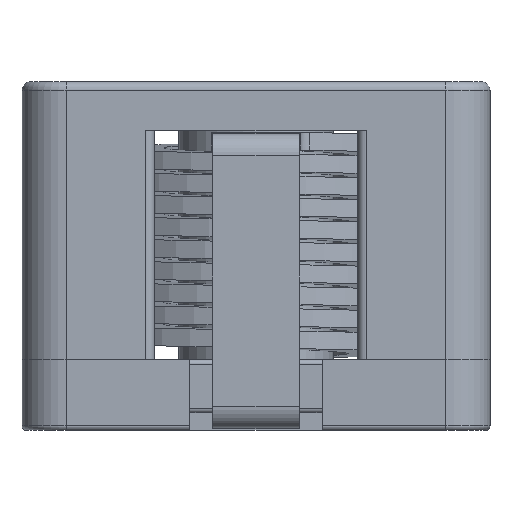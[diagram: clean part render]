
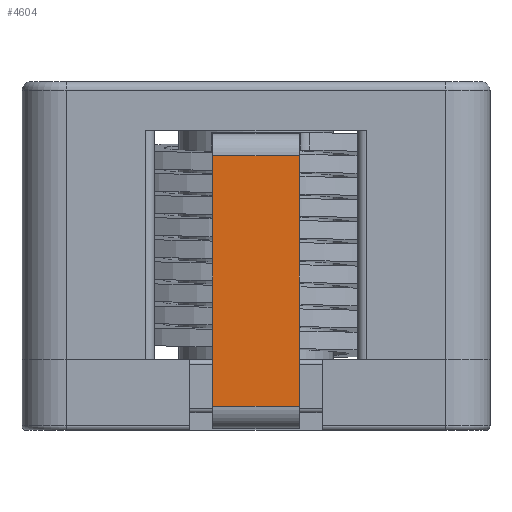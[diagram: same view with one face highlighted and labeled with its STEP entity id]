
A CAD part, left-side view. The second image highlights one B-rep face of the part: STEP entity #4604.
In plain terms, the highlighted planar face has unit normal (-1, 0, 0).
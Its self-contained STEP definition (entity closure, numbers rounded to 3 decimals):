
#472 = PLANE('',#473);
#473 = AXIS2_PLACEMENT_3D('',#474,#475,#476);
#474 = CARTESIAN_POINT('',(-2.1,0.49,3.183));
#475 = DIRECTION('',(0.,1.,0.));
#476 = DIRECTION('',(-1.,0.,0.));
#528 = PLANE('',#529);
#529 = AXIS2_PLACEMENT_3D('',#530,#531,#532);
#530 = CARTESIAN_POINT('',(-2.1,-0.49,3.363));
#531 = DIRECTION('',(0.,-1.,0.));
#532 = DIRECTION('',(0.,0.,1.));
#2237 = VERTEX_POINT('',#2238);
#2238 = CARTESIAN_POINT('',(-2.79,0.49,0.272));
#2257 = CYLINDRICAL_SURFACE('',#2258,0.252);
#2258 = AXIS2_PLACEMENT_3D('',#2259,#2260,#2261);
#2259 = CARTESIAN_POINT('',(-2.538,0.,
    0.272));
#2260 = DIRECTION('',(0.,1.,0.));
#2261 = DIRECTION('',(1.,0.,0.));
#2291 = EDGE_CURVE('',#2292,#2237,#2294,.T.);
#2292 = VERTEX_POINT('',#2293);
#2293 = CARTESIAN_POINT('',(-2.79,0.49,3.112));
#2294 = SURFACE_CURVE('',#2295,(#2299,#2306),.PCURVE_S1.);
#2295 = LINE('',#2296,#2297);
#2296 = CARTESIAN_POINT('',(-2.79,0.49,3.112));
#2297 = VECTOR('',#2298,1.);
#2298 = DIRECTION('',(0.,0.,-1.));
#2299 = PCURVE('',#472,#2300);
#2300 = DEFINITIONAL_REPRESENTATION('',(#2301),#2305);
#2301 = LINE('',#2302,#2303);
#2302 = CARTESIAN_POINT('',(0.69,-0.072));
#2303 = VECTOR('',#2304,1.);
#2304 = DIRECTION('',(0.,-1.));
#2305 = ( GEOMETRIC_REPRESENTATION_CONTEXT(2) 
PARAMETRIC_REPRESENTATION_CONTEXT() REPRESENTATION_CONTEXT('2D SPACE',''
  ) );
#2306 = PCURVE('',#2307,#2312);
#2307 = PLANE('',#2308);
#2308 = AXIS2_PLACEMENT_3D('',#2309,#2310,#2311);
#2309 = CARTESIAN_POINT('',(-2.79,0.49,3.112));
#2310 = DIRECTION('',(-1.,0.,0.));
#2311 = DIRECTION('',(0.,0.,1.));
#2312 = DEFINITIONAL_REPRESENTATION('',(#2313),#2317);
#2313 = LINE('',#2314,#2315);
#2314 = CARTESIAN_POINT('',(0.,0.));
#2315 = VECTOR('',#2316,1.);
#2316 = DIRECTION('',(-1.,0.));
#2317 = ( GEOMETRIC_REPRESENTATION_CONTEXT(2) 
PARAMETRIC_REPRESENTATION_CONTEXT() REPRESENTATION_CONTEXT('2D SPACE',''
  ) );
#2340 = CYLINDRICAL_SURFACE('',#2341,0.252);
#2341 = AXIS2_PLACEMENT_3D('',#2342,#2343,#2344);
#2342 = CARTESIAN_POINT('',(-2.538,0.,
    3.112));
#2343 = DIRECTION('',(0.,1.,0.));
#2344 = DIRECTION('',(1.,0.,0.));
#2472 = VERTEX_POINT('',#2473);
#2473 = CARTESIAN_POINT('',(-2.79,-0.49,3.112));
#2517 = EDGE_CURVE('',#2472,#2518,#2520,.T.);
#2518 = VERTEX_POINT('',#2519);
#2519 = CARTESIAN_POINT('',(-2.79,-0.49,0.272));
#2520 = SURFACE_CURVE('',#2521,(#2525,#2532),.PCURVE_S1.);
#2521 = LINE('',#2522,#2523);
#2522 = CARTESIAN_POINT('',(-2.79,-0.49,3.112));
#2523 = VECTOR('',#2524,1.);
#2524 = DIRECTION('',(0.,0.,-1.));
#2525 = PCURVE('',#528,#2526);
#2526 = DEFINITIONAL_REPRESENTATION('',(#2527),#2531);
#2527 = LINE('',#2528,#2529);
#2528 = CARTESIAN_POINT('',(-0.252,0.69));
#2529 = VECTOR('',#2530,1.);
#2530 = DIRECTION('',(-1.,0.));
#2531 = ( GEOMETRIC_REPRESENTATION_CONTEXT(2) 
PARAMETRIC_REPRESENTATION_CONTEXT() REPRESENTATION_CONTEXT('2D SPACE',''
  ) );
#2532 = PCURVE('',#2307,#2533);
#2533 = DEFINITIONAL_REPRESENTATION('',(#2534),#2538);
#2534 = LINE('',#2535,#2536);
#2535 = CARTESIAN_POINT('',(0.,-0.98));
#2536 = VECTOR('',#2537,1.);
#2537 = DIRECTION('',(-1.,0.));
#2538 = ( GEOMETRIC_REPRESENTATION_CONTEXT(2) 
PARAMETRIC_REPRESENTATION_CONTEXT() REPRESENTATION_CONTEXT('2D SPACE',''
  ) );
#4510 = EDGE_CURVE('',#2292,#2472,#4511,.T.);
#4511 = SURFACE_CURVE('',#4512,(#4516,#4545),.PCURVE_S1.);
#4512 = LINE('',#4513,#4514);
#4513 = CARTESIAN_POINT('',(-2.79,0.49,3.112));
#4514 = VECTOR('',#4515,1.);
#4515 = DIRECTION('',(0.,-1.,0.));
#4516 = PCURVE('',#2340,#4517);
#4517 = DEFINITIONAL_REPRESENTATION('',(#4518),#4544);
#4518 = B_SPLINE_CURVE_WITH_KNOTS('',3,(#4519,#4520,#4521,#4522,#4523,
    #4524,#4525,#4526,#4527,#4528,#4529,#4530,#4531,#4532,#4533,#4534,
    #4535,#4536,#4537,#4538,#4539,#4540,#4541,#4542,#4543),
  .UNSPECIFIED.,.F.,.F.,(4,1,1,1,1,1,1,1,1,1,1,1,1,1,1,1,1,1,1,1,1,1,4),
  (0.,0.045,0.089,0.134,
    0.178,0.223,0.267,0.312,
    0.356,0.401,0.445,0.49,0.535,
    0.579,0.624,0.668,0.713,
    0.757,0.802,0.846,0.891,
    0.935,0.98),.QUASI_UNIFORM_KNOTS.);
#4519 = CARTESIAN_POINT('',(3.142,0.49));
#4520 = CARTESIAN_POINT('',(3.142,0.475));
#4521 = CARTESIAN_POINT('',(3.142,0.445));
#4522 = CARTESIAN_POINT('',(3.142,0.401));
#4523 = CARTESIAN_POINT('',(3.142,0.356));
#4524 = CARTESIAN_POINT('',(3.142,0.312));
#4525 = CARTESIAN_POINT('',(3.142,0.267));
#4526 = CARTESIAN_POINT('',(3.142,0.223));
#4527 = CARTESIAN_POINT('',(3.142,0.178));
#4528 = CARTESIAN_POINT('',(3.142,0.134));
#4529 = CARTESIAN_POINT('',(3.142,0.089));
#4530 = CARTESIAN_POINT('',(3.142,0.045));
#4531 = CARTESIAN_POINT('',(3.142,0.));
#4532 = CARTESIAN_POINT('',(3.142,-0.045));
#4533 = CARTESIAN_POINT('',(3.142,-0.089));
#4534 = CARTESIAN_POINT('',(3.142,-0.134));
#4535 = CARTESIAN_POINT('',(3.142,-0.178));
#4536 = CARTESIAN_POINT('',(3.142,-0.223));
#4537 = CARTESIAN_POINT('',(3.142,-0.267));
#4538 = CARTESIAN_POINT('',(3.142,-0.312));
#4539 = CARTESIAN_POINT('',(3.142,-0.356));
#4540 = CARTESIAN_POINT('',(3.142,-0.401));
#4541 = CARTESIAN_POINT('',(3.142,-0.445));
#4542 = CARTESIAN_POINT('',(3.142,-0.475));
#4543 = CARTESIAN_POINT('',(3.142,-0.49));
#4544 = ( GEOMETRIC_REPRESENTATION_CONTEXT(2) 
PARAMETRIC_REPRESENTATION_CONTEXT() REPRESENTATION_CONTEXT('2D SPACE',''
  ) );
#4545 = PCURVE('',#2307,#4546);
#4546 = DEFINITIONAL_REPRESENTATION('',(#4547),#4551);
#4547 = LINE('',#4548,#4549);
#4548 = CARTESIAN_POINT('',(0.,0.));
#4549 = VECTOR('',#4550,1.);
#4550 = DIRECTION('',(0.,-1.));
#4551 = ( GEOMETRIC_REPRESENTATION_CONTEXT(2) 
PARAMETRIC_REPRESENTATION_CONTEXT() REPRESENTATION_CONTEXT('2D SPACE',''
  ) );
#4604 = ADVANCED_FACE('',(#4605),#2307,.T.);
#4605 = FACE_BOUND('',#4606,.T.);
#4606 = EDGE_LOOP('',(#4607,#4650,#4651,#4652));
#4607 = ORIENTED_EDGE('',*,*,#4608,.T.);
#4608 = EDGE_CURVE('',#2237,#2518,#4609,.T.);
#4609 = SURFACE_CURVE('',#4610,(#4614,#4621),.PCURVE_S1.);
#4610 = LINE('',#4611,#4612);
#4611 = CARTESIAN_POINT('',(-2.79,0.49,0.272));
#4612 = VECTOR('',#4613,1.);
#4613 = DIRECTION('',(0.,-1.,0.));
#4614 = PCURVE('',#2307,#4615);
#4615 = DEFINITIONAL_REPRESENTATION('',(#4616),#4620);
#4616 = LINE('',#4617,#4618);
#4617 = CARTESIAN_POINT('',(-2.84,0.));
#4618 = VECTOR('',#4619,1.);
#4619 = DIRECTION('',(0.,-1.));
#4620 = ( GEOMETRIC_REPRESENTATION_CONTEXT(2) 
PARAMETRIC_REPRESENTATION_CONTEXT() REPRESENTATION_CONTEXT('2D SPACE',''
  ) );
#4621 = PCURVE('',#2257,#4622);
#4622 = DEFINITIONAL_REPRESENTATION('',(#4623),#4649);
#4623 = B_SPLINE_CURVE_WITH_KNOTS('',3,(#4624,#4625,#4626,#4627,#4628,
    #4629,#4630,#4631,#4632,#4633,#4634,#4635,#4636,#4637,#4638,#4639,
    #4640,#4641,#4642,#4643,#4644,#4645,#4646,#4647,#4648),
  .UNSPECIFIED.,.F.,.F.,(4,1,1,1,1,1,1,1,1,1,1,1,1,1,1,1,1,1,1,1,1,1,4),
  (0.,0.045,0.089,0.134,
    0.178,0.223,0.267,0.312,
    0.356,0.401,0.445,0.49,0.535,
    0.579,0.624,0.668,0.713,
    0.757,0.802,0.846,0.891,
    0.935,0.98),.QUASI_UNIFORM_KNOTS.);
#4624 = CARTESIAN_POINT('',(3.142,0.49));
#4625 = CARTESIAN_POINT('',(3.142,0.475));
#4626 = CARTESIAN_POINT('',(3.142,0.445));
#4627 = CARTESIAN_POINT('',(3.142,0.401));
#4628 = CARTESIAN_POINT('',(3.142,0.356));
#4629 = CARTESIAN_POINT('',(3.142,0.312));
#4630 = CARTESIAN_POINT('',(3.142,0.267));
#4631 = CARTESIAN_POINT('',(3.142,0.223));
#4632 = CARTESIAN_POINT('',(3.142,0.178));
#4633 = CARTESIAN_POINT('',(3.142,0.134));
#4634 = CARTESIAN_POINT('',(3.142,0.089));
#4635 = CARTESIAN_POINT('',(3.142,0.045));
#4636 = CARTESIAN_POINT('',(3.142,0.));
#4637 = CARTESIAN_POINT('',(3.142,-0.045));
#4638 = CARTESIAN_POINT('',(3.142,-0.089));
#4639 = CARTESIAN_POINT('',(3.142,-0.134));
#4640 = CARTESIAN_POINT('',(3.142,-0.178));
#4641 = CARTESIAN_POINT('',(3.142,-0.223));
#4642 = CARTESIAN_POINT('',(3.142,-0.267));
#4643 = CARTESIAN_POINT('',(3.142,-0.312));
#4644 = CARTESIAN_POINT('',(3.142,-0.356));
#4645 = CARTESIAN_POINT('',(3.142,-0.401));
#4646 = CARTESIAN_POINT('',(3.142,-0.445));
#4647 = CARTESIAN_POINT('',(3.142,-0.475));
#4648 = CARTESIAN_POINT('',(3.142,-0.49));
#4649 = ( GEOMETRIC_REPRESENTATION_CONTEXT(2) 
PARAMETRIC_REPRESENTATION_CONTEXT() REPRESENTATION_CONTEXT('2D SPACE',''
  ) );
#4650 = ORIENTED_EDGE('',*,*,#2517,.F.);
#4651 = ORIENTED_EDGE('',*,*,#4510,.F.);
#4652 = ORIENTED_EDGE('',*,*,#2291,.T.);
